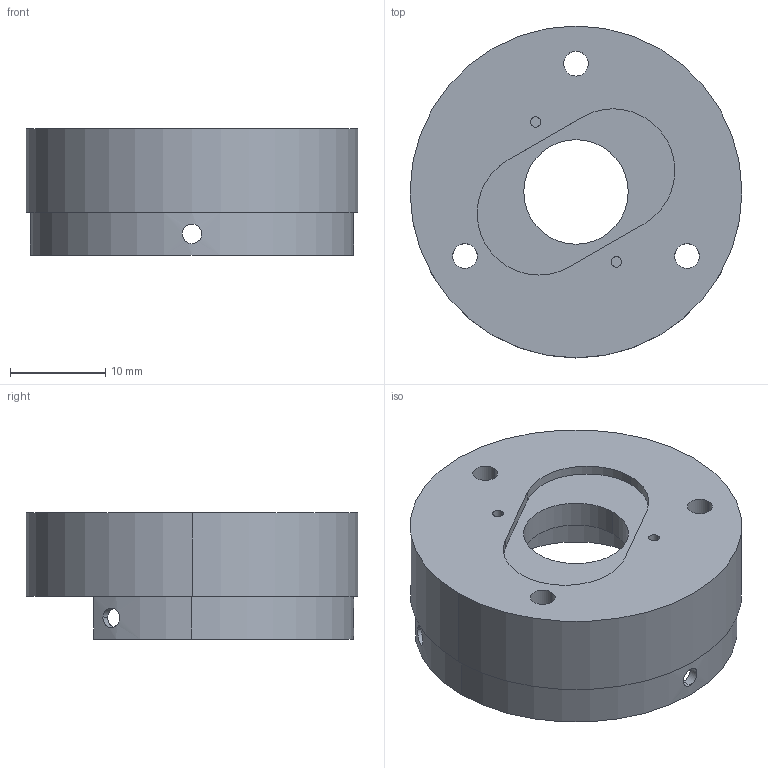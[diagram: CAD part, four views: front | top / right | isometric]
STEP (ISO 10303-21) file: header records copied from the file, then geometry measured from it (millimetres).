
FILE_DESCRIPTION (( 'STEP AP203' ), '1' );
FILE_NAME ('motor_endbell.STEP', '2024-02-16T17:43:00', ( '' ), ( '' ), 'SwSTEP 2.0', 'SolidWorks 2023', '' );
FILE_SCHEMA (( 'CONFIG_CONTROL_DESIGN' ));
Length unit declared in the file: millimetre
Products named in the file (1): motor_endbell
Bounding box: 34.92 x 34.92 x 13.3 mm (x, y, z)
Volume: 6663.6 mm3; surface area: 4015.5 mm2
Topology: 1 solids, 1 shells, 48 faces, 117 edges, 76 vertices
Faces by surface type: cylinder 31, plane 11, cone 6
Entity records: 1702 total; most frequent: CARTESIAN_POINT 434, DIRECTION 259, ORIENTED_EDGE 234, EDGE_CURVE 117, AXIS2_PLACEMENT_3D 105, VERTEX_POINT 76, EDGE_LOOP 67, CIRCLE 56
